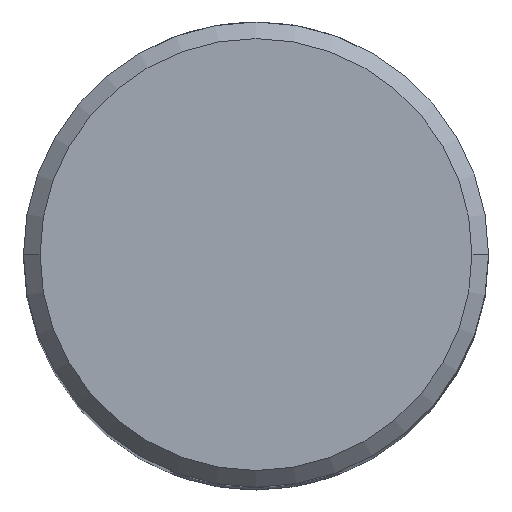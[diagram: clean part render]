
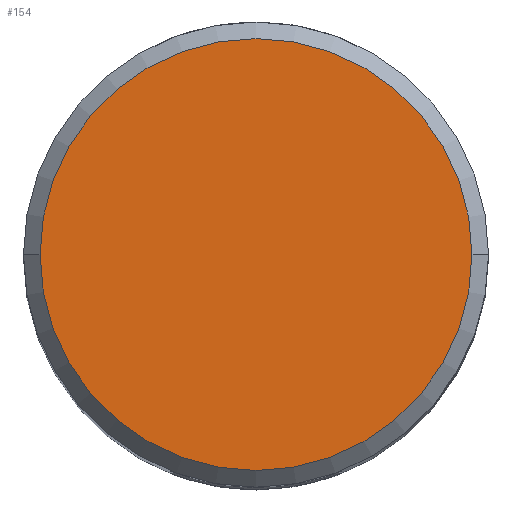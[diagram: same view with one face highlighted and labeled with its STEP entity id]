
A CAD part, top view. The second image highlights one B-rep face of the part: STEP entity #154.
In plain terms, the highlighted planar face has unit normal (0, 0, 1).
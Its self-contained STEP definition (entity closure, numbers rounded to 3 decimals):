
#154=ADVANCED_FACE('',(#193),#172,.F.);
#172=PLANE('',#613);
#193=FACE_OUTER_BOUND('',#231,.T.);
#231=EDGE_LOOP('',(#337,#338));
#337=ORIENTED_EDGE('',*,*,#445,.F.);
#338=ORIENTED_EDGE('',*,*,#484,.F.);
#397=VERTEX_POINT('',#844);
#398=VERTEX_POINT('',#845);
#445=EDGE_CURVE('',#397,#398,#509,.T.);
#484=EDGE_CURVE('',#398,#397,#528,.T.);
#509=CIRCLE('',#579,13.);
#528=CIRCLE('',#611,13.);
#579=AXIS2_PLACEMENT_3D('',#843,#669,#670);
#611=AXIS2_PLACEMENT_3D('',#935,#749,#750);
#613=AXIS2_PLACEMENT_3D('',#937,#753,#754);
#669=DIRECTION('',(0.,0.,-1.));
#670=DIRECTION('',(-1.,0.,0.));
#749=DIRECTION('',(0.,0.,-1.));
#750=DIRECTION('',(-1.,0.,0.));
#753=DIRECTION('',(0.,0.,-1.));
#754=DIRECTION('',(1.,0.,0.));
#843=CARTESIAN_POINT('',(0.,0.,0.));
#844=CARTESIAN_POINT('',(-13.,0.,0.));
#845=CARTESIAN_POINT('',(13.,0.,0.));
#935=CARTESIAN_POINT('',(0.,0.,0.));
#937=CARTESIAN_POINT('',(0.,8.5,0.));
